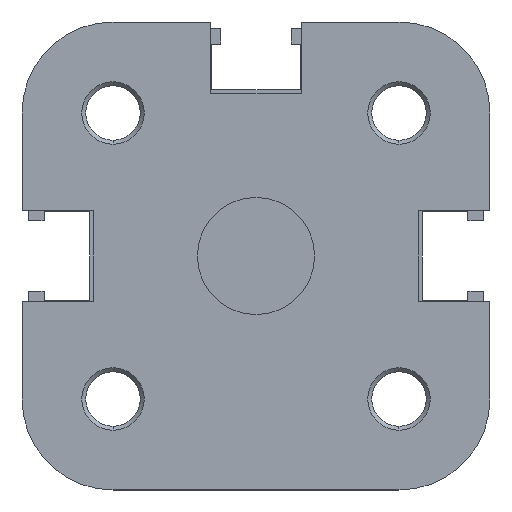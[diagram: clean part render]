
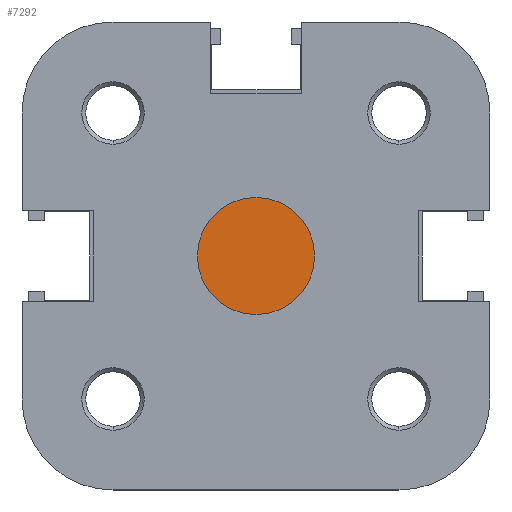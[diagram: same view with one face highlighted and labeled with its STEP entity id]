
A CAD part, left-side view. The second image highlights one B-rep face of the part: STEP entity #7292.
In plain terms, the highlighted planar face has unit normal (-1, 0, 0).
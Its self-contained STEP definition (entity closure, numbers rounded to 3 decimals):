
#1740 = CIRCLE ( 'NONE', #3979, 4.5 ) ;
#1779 = CIRCLE ( 'NONE', #3988, 4.5 ) ;
#2013 = FACE_OUTER_BOUND ( 'NONE', #2772, .T. ) ;
#2772 = EDGE_LOOP ( 'NONE', ( #4781, #4547 ) ) ;
#3979 = AXIS2_PLACEMENT_3D ( 'NONE', #5168, #5169, #5170 ) ;
#3988 = AXIS2_PLACEMENT_3D ( 'NONE', #5217, #5218, #5219 ) ;
#4063 = AXIS2_PLACEMENT_3D ( 'NONE', #5972, #5978, #5979 ) ;
#4224 = EDGE_CURVE ( 'NONE', #6808, #6781, #1740, .T. ) ;
#4246 = EDGE_CURVE ( 'NONE', #6781, #6808, #1779, .T. ) ;
#4547 = ORIENTED_EDGE ( 'NONE', *, *, #4224, .T. ) ;
#4781 = ORIENTED_EDGE ( 'NONE', *, *, #4246, .T. ) ;
#5168 = CARTESIAN_POINT ( 'NONE',  ( 2.1, 0., 0. ) ) ;
#5169 = DIRECTION ( 'NONE',  ( -1., 0., 0. ) ) ;
#5170 = DIRECTION ( 'NONE',  ( 0., 0., 1. ) ) ;
#5217 = CARTESIAN_POINT ( 'NONE',  ( 2.1, 0., 0. ) ) ;
#5218 = DIRECTION ( 'NONE',  ( -1., 0., 0. ) ) ;
#5219 = DIRECTION ( 'NONE',  ( 0., 0., 1. ) ) ;
#5507 = CARTESIAN_POINT ( 'NONE',  ( 2.1, 0., 4.5 ) ) ;
#5533 = CARTESIAN_POINT ( 'NONE',  ( 2.1, 0., -4.5 ) ) ;
#5969 = PLANE ( 'NONE',  #4063 ) ;
#5972 = CARTESIAN_POINT ( 'NONE',  ( 2.1, 4.5, 0. ) ) ;
#5978 = DIRECTION ( 'NONE',  ( 1., 0., 0. ) ) ;
#5979 = DIRECTION ( 'NONE',  ( 0., 0., -1. ) ) ;
#6781 = VERTEX_POINT ( 'NONE', #5507 ) ;
#6808 = VERTEX_POINT ( 'NONE', #5533 ) ;
#7292 = ADVANCED_FACE ( 'NONE', ( #2013 ), #5969, .F. ) ;
